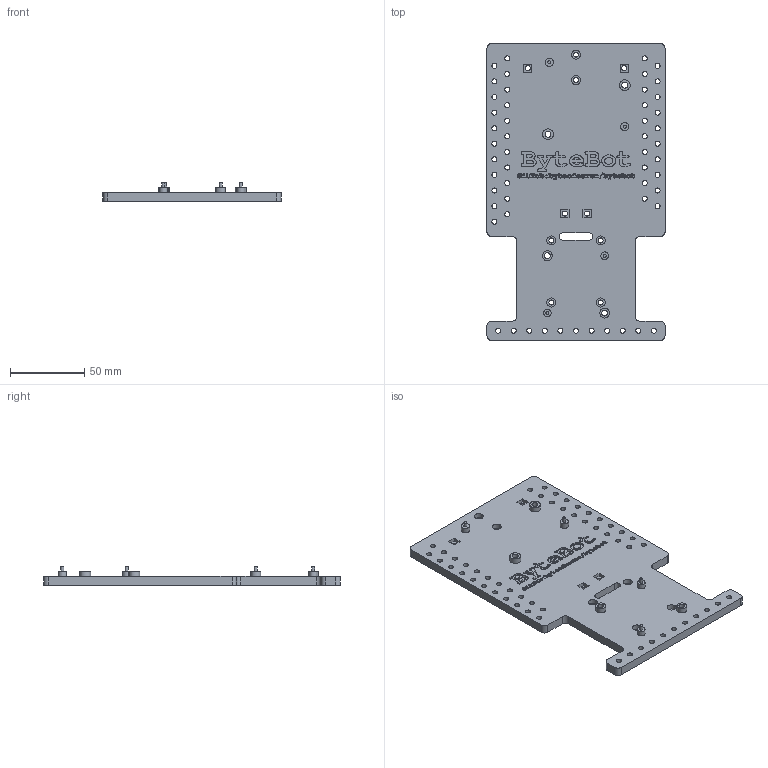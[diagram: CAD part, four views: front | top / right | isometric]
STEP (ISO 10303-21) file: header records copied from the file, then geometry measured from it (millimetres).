
FILE_DESCRIPTION(('FreeCAD Model'),'2;1');
FILE_NAME('Open CASCADE Shape Model','2023-12-16T00:29:03',(''),(''), 'Open CASCADE STEP processor 7.7','FreeCAD','Unknown');
FILE_SCHEMA(('AUTOMOTIVE_DESIGN { 1 0 10303 214 1 1 1 1 }'));
Length unit declared in the file: millimetre
Products named in the file (1): BasePlate
Bounding box: 120 x 200 x 12.6 mm (x, y, z)
Volume: 125589.7 mm3; surface area: 52485.3 mm2
Topology: 1 solids, 1 shells, 974 faces, 2717 edges, 1822 vertices
Faces by surface type: extrusion 544, plane 331, cylinder 99
Full cylindrical faces by diameter (mm): 2 x4, 3.4 x63, 4 x4, 5.1 x2, 5.7 x2, 6.1 x6, 6.7 x2, 7.3 x2
Entity records: 39992 total; most frequent: CARTESIAN_POINT 16566, ORIENTED_EDGE 5434, DIRECTION 3240, EDGE_CURVE 2717, VECTOR 1968, VERTEX_POINT 1822, B_SPLINE_CURVE_WITH_KNOTS 1632, LINE 1424
